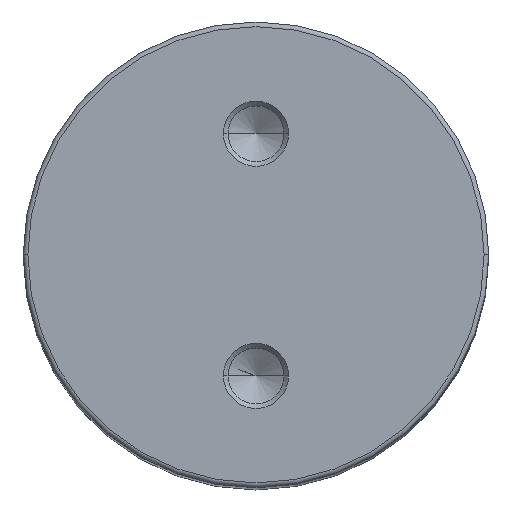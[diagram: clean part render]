
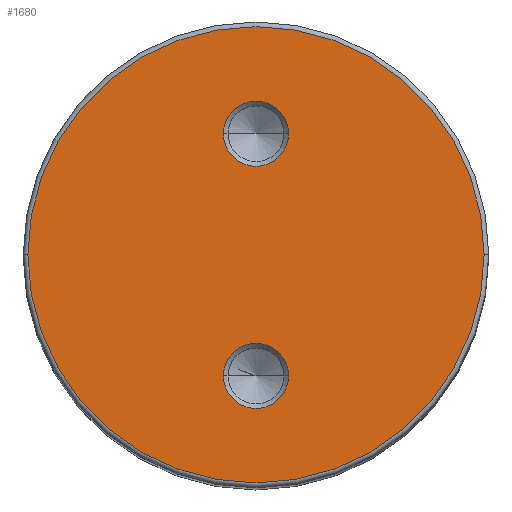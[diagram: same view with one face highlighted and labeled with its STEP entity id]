
A CAD part, top view. The second image highlights one B-rep face of the part: STEP entity #1680.
In plain terms, the highlighted planar face has unit normal (0, 0, 1).
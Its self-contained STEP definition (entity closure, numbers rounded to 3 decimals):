
#89 = CARTESIAN_POINT ( 'NONE',  ( 0., -13., 0. ) ) ;
#90 = DIRECTION ( 'NONE',  ( 0., 0., -1. ) ) ;
#91 = DIRECTION ( 'NONE',  ( 1., 0., 0. ) ) ;
#116 = CARTESIAN_POINT ( 'NONE',  ( 0., 13., 0. ) ) ;
#117 = DIRECTION ( 'NONE',  ( 0., 0., 1. ) ) ;
#118 = DIRECTION ( 'NONE',  ( 1., 0., 0. ) ) ;
#252 = CARTESIAN_POINT ( 'NONE',  ( 0., 0., 0. ) ) ;
#253 = DIRECTION ( 'NONE',  ( 0., 0., 1. ) ) ;
#254 = DIRECTION ( 'NONE',  ( 1., 0., 0. ) ) ;
#258 = CARTESIAN_POINT ( 'NONE',  ( 0., 13., 0. ) ) ;
#259 = DIRECTION ( 'NONE',  ( 0., 0., 1. ) ) ;
#260 = DIRECTION ( 'NONE',  ( 1., 0., 0. ) ) ;
#261 = CARTESIAN_POINT ( 'NONE',  ( 0., 0., 0. ) ) ;
#262 = DIRECTION ( 'NONE',  ( 0., 0., 1. ) ) ;
#263 = DIRECTION ( 'NONE',  ( 1., 0., 0. ) ) ;
#264 = CARTESIAN_POINT ( 'NONE',  ( 0., -13., 0. ) ) ;
#265 = DIRECTION ( 'NONE',  ( 0., 0., -1. ) ) ;
#266 = DIRECTION ( 'NONE',  ( 1., 0., 0. ) ) ;
#389 = DIRECTION ( 'NONE',  ( 0., 0., -1. ) ) ;
#390 = FACE_BOUND ( 'NONE', #1423, .T. ) ;
#392 = CARTESIAN_POINT ( 'NONE',  ( 0., 0., 0. ) ) ;
#394 = FACE_OUTER_BOUND ( 'NONE', #1392, .T. ) ;
#395 = FACE_BOUND ( 'NONE', #1424, .T. ) ;
#396 = PLANE ( 'NONE',  #945 ) ;
#398 = DIRECTION ( 'NONE',  ( -1., 0., 0. ) ) ;
#779 = CIRCLE ( 'NONE', #781, 3.5 ) ;
#781 = AXIS2_PLACEMENT_3D ( 'NONE', #89, #90, #91 ) ;
#789 = CIRCLE ( 'NONE', #793, 3.5 ) ;
#793 = AXIS2_PLACEMENT_3D ( 'NONE', #116, #117, #118 ) ;
#863 = CIRCLE ( 'NONE', #866, 24.5 ) ;
#865 = CIRCLE ( 'NONE', #870, 3.5 ) ;
#866 = AXIS2_PLACEMENT_3D ( 'NONE', #252, #253, #254 ) ;
#869 = CIRCLE ( 'NONE', #872, 24.5 ) ;
#870 = AXIS2_PLACEMENT_3D ( 'NONE', #258, #259, #260 ) ;
#871 = CIRCLE ( 'NONE', #874, 3.5 ) ;
#872 = AXIS2_PLACEMENT_3D ( 'NONE', #261, #262, #263 ) ;
#874 = AXIS2_PLACEMENT_3D ( 'NONE', #264, #265, #266 ) ;
#945 = AXIS2_PLACEMENT_3D ( 'NONE', #392, #389, #398 ) ;
#1111 = CARTESIAN_POINT ( 'NONE',  ( -3.5, 13., 0. ) ) ;
#1114 = CARTESIAN_POINT ( 'NONE',  ( -3.5, -13., 0. ) ) ;
#1122 = CARTESIAN_POINT ( 'NONE',  ( 3.5, 13., 0. ) ) ;
#1132 = CARTESIAN_POINT ( 'NONE',  ( 24.5, 0., 0. ) ) ;
#1135 = CARTESIAN_POINT ( 'NONE',  ( -24.5, 0., 0. ) ) ;
#1329 = VERTEX_POINT ( 'NONE', #1135 ) ;
#1332 = VERTEX_POINT ( 'NONE', #1132 ) ;
#1348 = ORIENTED_EDGE ( 'NONE', *, *, #1637, .T. ) ;
#1349 = ORIENTED_EDGE ( 'NONE', *, *, #1591, .F. ) ;
#1350 = ORIENTED_EDGE ( 'NONE', *, *, #1639, .F. ) ;
#1352 = ORIENTED_EDGE ( 'NONE', *, *, #1640, .T. ) ;
#1353 = ORIENTED_EDGE ( 'NONE', *, *, #1582, .T. ) ;
#1358 = ORIENTED_EDGE ( 'NONE', *, *, #1641, .T. ) ;
#1392 = EDGE_LOOP ( 'NONE', ( #1348, #1352 ) ) ;
#1423 = EDGE_LOOP ( 'NONE', ( #1350, #1349 ) ) ;
#1424 = EDGE_LOOP ( 'NONE', ( #1353, #1358 ) ) ;
#1527 = VERTEX_POINT ( 'NONE', #1122 ) ;
#1528 = VERTEX_POINT ( 'NONE', #1111 ) ;
#1535 = VERTEX_POINT ( 'NONE', #1114 ) ;
#1544 = VERTEX_POINT ( 'NONE', #1718 ) ;
#1582 = EDGE_CURVE ( 'NONE', #1544, #1535, #779, .T. ) ;
#1591 = EDGE_CURVE ( 'NONE', #1528, #1527, #789, .T. ) ;
#1637 = EDGE_CURVE ( 'NONE', #1332, #1329, #863, .T. ) ;
#1639 = EDGE_CURVE ( 'NONE', #1527, #1528, #865, .T. ) ;
#1640 = EDGE_CURVE ( 'NONE', #1329, #1332, #869, .T. ) ;
#1641 = EDGE_CURVE ( 'NONE', #1535, #1544, #871, .T. ) ;
#1680 = ADVANCED_FACE ( 'NONE', ( #390, #394, #395 ), #396, .F. ) ;
#1718 = CARTESIAN_POINT ( 'NONE',  ( 3.5, -13., 0. ) ) ;
